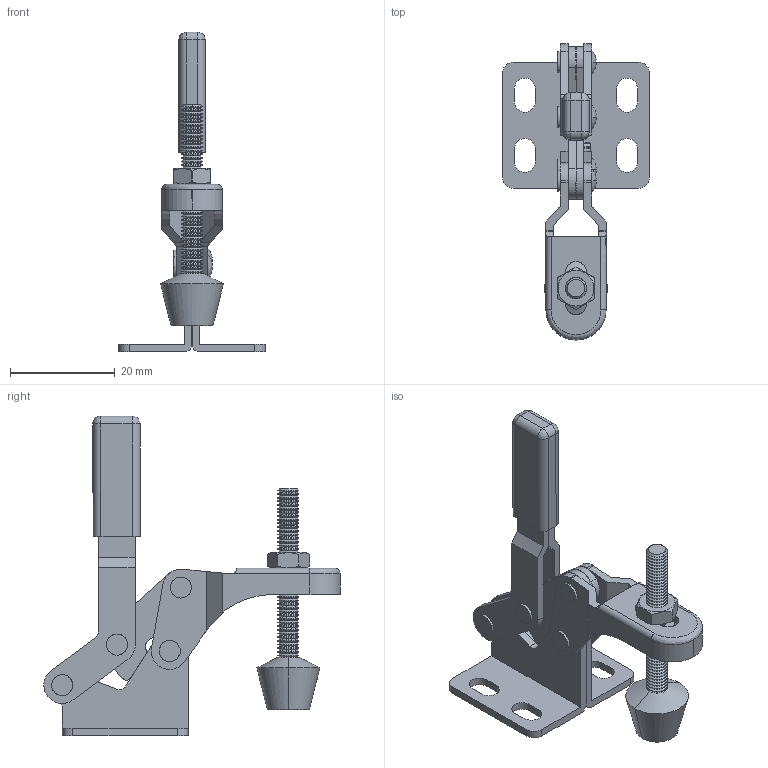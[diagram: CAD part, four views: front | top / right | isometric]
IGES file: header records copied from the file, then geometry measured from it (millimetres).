
Start section: 3D InterOp IGES (Version 21 0 3), Spatial Corp. Copyright (c) 1999-2007.
Bounding box: 28 x 56.5 x 61.02 mm (x, y, z)
Surface area: 10263 mm2 (no closed solid volume)
Topology: 0 solids, 0 shells, 593 faces, 4617 edges, 4604 vertices
Faces by surface type: revolution 450, bspline 141, extrusion 2
